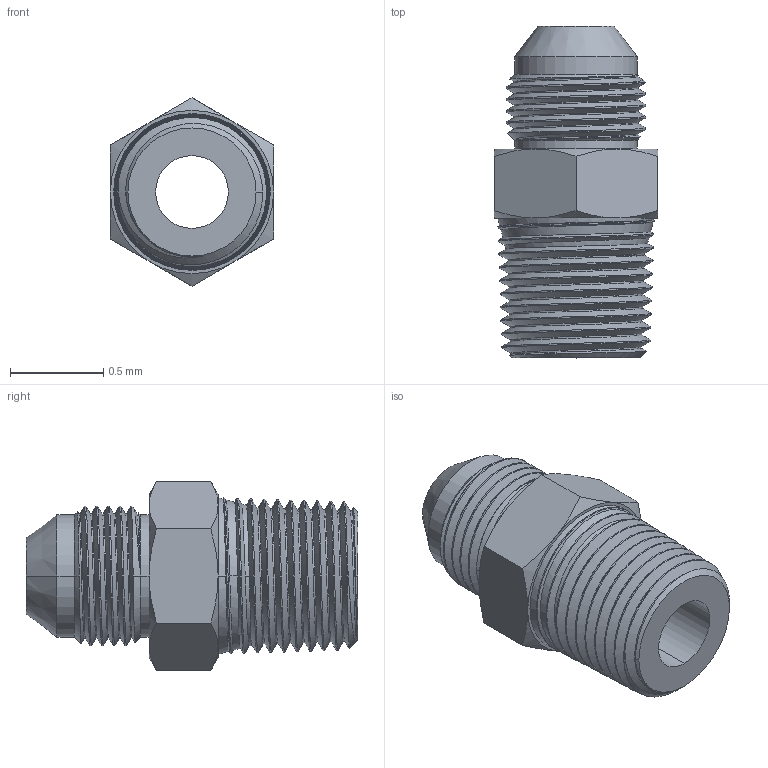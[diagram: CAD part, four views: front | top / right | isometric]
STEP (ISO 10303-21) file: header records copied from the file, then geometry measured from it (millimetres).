
FILE_DESCRIPTION(/* description */ (''),/* implementation_level */ '2;1');
FILE_NAME(/* name */ '2404-08-08.stp',/* time_stamp */ '2023-05-26T16:29:55-04:00',/* author */ ('esanner'),/* organization */ (''),/* preprocessor_version */ 'ST-DEVELOPER v19',/* originating_system */ 'AutoCAD Mechanical',/* authorisation */ '');
FILE_SCHEMA (('AUTOMOTIVE_DESIGN { 1 0 10303 214 3 1 1 }'));
Length unit declared in the file: inch
Products named in the file (2): Product; 50715K166_37 Degree Flared Fitting for Stainless Steel Tubing
Assembly tree (1 placements, depth 2):
  Product
    50715K166_37 Degree Flared Fitting for Stainless Steel Tubing
Bounding box: 0.88 x 1.78 x 1.01 mm (x, y, z)
Volume: 0.6 mm3; surface area: 8.9 mm2
Topology: 1 solids, 1 shells, 87 faces, 228 edges, 145 vertices
Faces by surface type: cone 51, cylinder 21, plane 10, bspline 5
Full cylindrical faces by diameter (mm): 0.669 x4
Entity records: 9511 total; most frequent: CARTESIAN_POINT 7614, ORIENTED_EDGE 456, DIRECTION 312, EDGE_CURVE 228, VERTEX_POINT 145, AXIS2_PLACEMENT_3D 125, EDGE_LOOP 91, FACE_OUTER_BOUND 87
